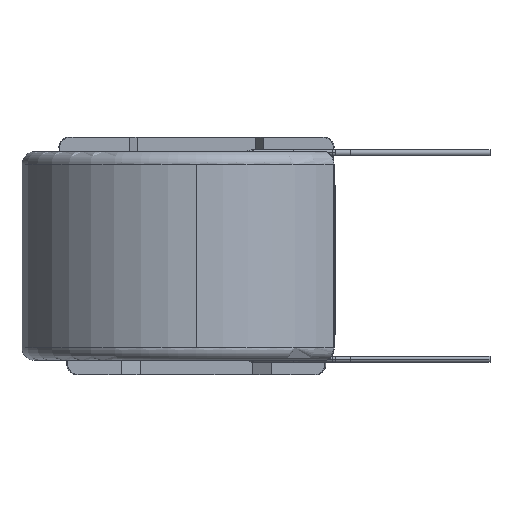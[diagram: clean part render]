
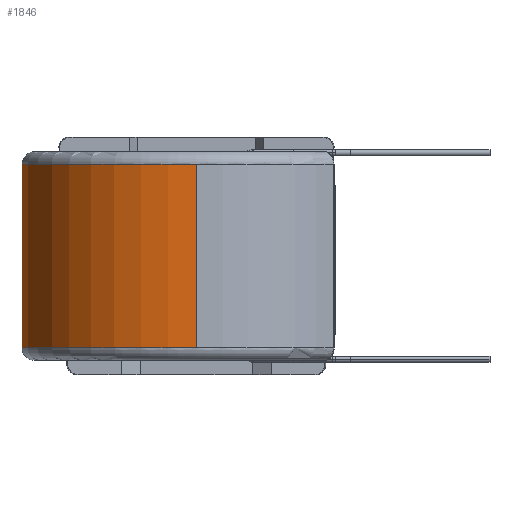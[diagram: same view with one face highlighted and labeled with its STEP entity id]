
A CAD part, left-side view. The second image highlights one B-rep face of the part: STEP entity #1846.
In plain terms, the highlighted cylindrical face has radius 17 mm (diameter 34 mm), a partial arc.
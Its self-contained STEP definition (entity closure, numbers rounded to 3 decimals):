
#137 = CARTESIAN_POINT ( 'NONE',  ( 0., 0., 10.1 ) ) ;
#829 = LINE ( 'NONE', #3648, #12121 ) ;
#1846 = ADVANCED_FACE ( 'NONE', ( #11562 ), #13934, .T. ) ;
#2397 = EDGE_CURVE ( 'NONE', #4129, #8085, #7308, .T. ) ;
#2849 = VECTOR ( 'NONE', #11377, 1000. ) ;
#3488 = VERTEX_POINT ( 'NONE', #5554 ) ;
#3648 = CARTESIAN_POINT ( 'NONE',  ( -17., 0., 10.1 ) ) ;
#4129 = VERTEX_POINT ( 'NONE', #6690 ) ;
#4800 = CARTESIAN_POINT ( 'NONE',  ( -1.934, 16.89, 10.1 ) ) ;
#4859 = ORIENTED_EDGE ( 'NONE', *, *, #10495, .F. ) ;
#5430 = CIRCLE ( 'NONE', #10713, 17. ) ;
#5554 = CARTESIAN_POINT ( 'NONE',  ( -17., 0., -8.9 ) ) ;
#5726 = DIRECTION ( 'NONE',  ( 1., 0., 0. ) ) ;
#5746 = AXIS2_PLACEMENT_3D ( 'NONE', #12271, #8948, #5726 ) ;
#6520 = DIRECTION ( 'NONE',  ( 1., 0., 0. ) ) ;
#6690 = CARTESIAN_POINT ( 'NONE',  ( -1.934, 16.89, 8.9 ) ) ;
#6733 = CIRCLE ( 'NONE', #5746, 17. ) ;
#6896 = ORIENTED_EDGE ( 'NONE', *, *, #7637, .T. ) ;
#7308 = LINE ( 'NONE', #4800, #2849 ) ;
#7637 = EDGE_CURVE ( 'NONE', #8085, #3488, #5430, .T. ) ;
#8085 = VERTEX_POINT ( 'NONE', #9565 ) ;
#8659 = DIRECTION ( 'NONE',  ( 0., 0., 1. ) ) ;
#8738 = EDGE_CURVE ( 'NONE', #11062, #4129, #6733, .T. ) ;
#8948 = DIRECTION ( 'NONE',  ( 0., 0., -1. ) ) ;
#9565 = CARTESIAN_POINT ( 'NONE',  ( -1.934, 16.89, -8.9 ) ) ;
#10495 = EDGE_CURVE ( 'NONE', #11062, #3488, #829, .T. ) ;
#10698 = EDGE_LOOP ( 'NONE', ( #4859, #12636, #12119, #6896 ) ) ;
#10713 = AXIS2_PLACEMENT_3D ( 'NONE', #13016, #8659, #6520 ) ;
#11062 = VERTEX_POINT ( 'NONE', #12842 ) ;
#11269 = DIRECTION ( 'NONE',  ( 0., 0., -1. ) ) ;
#11377 = DIRECTION ( 'NONE',  ( 0., 0., -1. ) ) ;
#11562 = FACE_OUTER_BOUND ( 'NONE', #10698, .T. ) ;
#12119 = ORIENTED_EDGE ( 'NONE', *, *, #2397, .T. ) ;
#12121 = VECTOR ( 'NONE', #11269, 1000. ) ;
#12228 = DIRECTION ( 'NONE',  ( 0., 0., -1. ) ) ;
#12271 = CARTESIAN_POINT ( 'NONE',  ( 0., 0., 8.9 ) ) ;
#12636 = ORIENTED_EDGE ( 'NONE', *, *, #8738, .T. ) ;
#12842 = CARTESIAN_POINT ( 'NONE',  ( -17., 0., 8.9 ) ) ;
#13016 = CARTESIAN_POINT ( 'NONE',  ( 0., 0., -8.9 ) ) ;
#13881 = AXIS2_PLACEMENT_3D ( 'NONE', #137, #12228, #14055 ) ;
#13934 = CYLINDRICAL_SURFACE ( 'NONE', #13881, 17. ) ;
#14055 = DIRECTION ( 'NONE',  ( -1., 0., 0. ) ) ;
